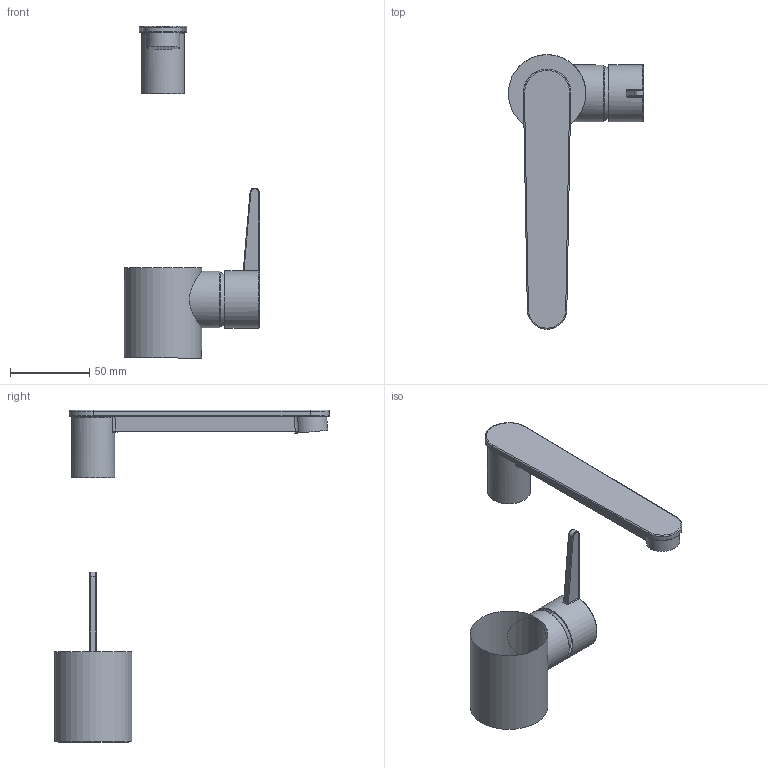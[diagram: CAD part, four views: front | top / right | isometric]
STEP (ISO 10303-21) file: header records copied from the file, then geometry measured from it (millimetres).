
FILE_DESCRIPTION(/* description */ (''),/* implementation_level */ '2;1');
FILE_NAME(/* name */ 'TVW127004000 innenleben Auslauf weg.step',/* time_stamp */ '2023-02-22T15:14:55+01:00',/* author */ (''),/* organization */ (''),/* preprocessor_version */ 'ST-DEVELOPER v19.2',/* originating_system */ 'Autodesk Translation Framework v11.17.0.187',/* authorisation */ '');
FILE_SCHEMA (('AUTOMOTIVE_DESIGN { 1 0 10303 214 3 1 1 }'));
Length unit declared in the file: millimetre
Products named in the file (7): (Nicht gespeichert); 65801; 66581; 66591; 66571; 6579; 6661
Assembly tree (6 placements, depth 2):
  (Nicht gespeichert)
    65801
    66581
    66591
    66571
    6579
    6661
Bounding box: 85.41 x 173.91 x 210 mm (x, y, z)
Volume: 328247.5 mm3; surface area: 65966.5 mm2
Topology: 6 solids, 6 shells, 176 faces, 441 edges, 281 vertices
Faces by surface type: plane 78, cylinder 43, bspline 24, torus 24, cone 7
Full cylindrical faces by diameter (mm): 4.2 x1, 21 x1, 27.2 x1, 28.2 x2, 31.8 x1, 36 x1, 36.2 x1, 49 x1
Entity records: 9002 total; most frequent: CARTESIAN_POINT 4633, DIRECTION 899, ORIENTED_EDGE 882, EDGE_CURVE 441, AXIS2_PLACEMENT_3D 363, VERTEX_POINT 281, EDGE_LOOP 184, FACE_OUTER_BOUND 176
